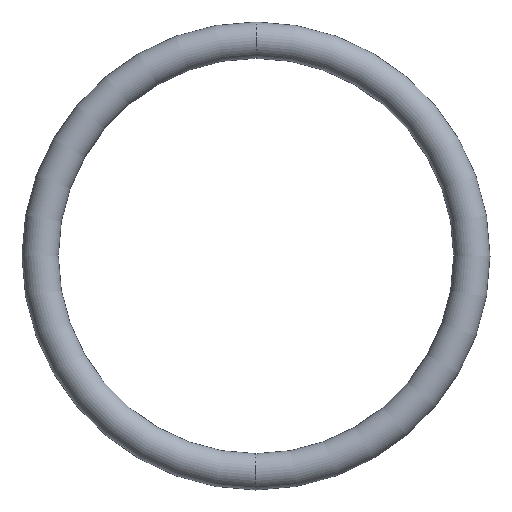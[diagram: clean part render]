
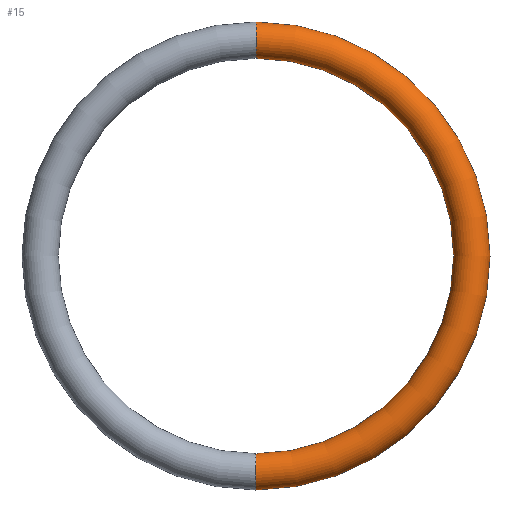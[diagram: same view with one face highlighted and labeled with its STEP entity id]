
A CAD part, left-side view. The second image highlights one B-rep face of the part: STEP entity #15.
In plain terms, the highlighted toroidal (fillet/blend) face has major radius 12.065 mm and minor radius 1.016 mm.
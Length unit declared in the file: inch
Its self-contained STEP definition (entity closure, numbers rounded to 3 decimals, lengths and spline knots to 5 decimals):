
#6 = EDGE_LOOP ( 'NONE', ( #9, #32, #22, #23 ) ) ;
#7 = VERTEX_POINT ( 'NONE', #161 ) ;
#8 = VERTEX_POINT ( 'NONE', #92 ) ;
#9 = ORIENTED_EDGE ( 'NONE', *, *, #10, .F. ) ;
#10 = EDGE_CURVE ( 'NONE', #7, #8, #156, .T. ) ;
#15 = ADVANCED_FACE ( 'NONE', ( #153 ), #174, .T. ) ;
#17 = EDGE_CURVE ( 'NONE', #8, #19, #134, .T. ) ;
#18 = EDGE_CURVE ( 'NONE', #21, #19, #160, .T. ) ;
#19 = VERTEX_POINT ( 'NONE', #147 ) ;
#21 = VERTEX_POINT ( 'NONE', #95 ) ;
#22 = ORIENTED_EDGE ( 'NONE', *, *, #18, .T. ) ;
#23 = ORIENTED_EDGE ( 'NONE', *, *, #17, .F. ) ;
#27 = EDGE_CURVE ( 'NONE', #7, #21, #144, .T. ) ;
#32 = ORIENTED_EDGE ( 'NONE', *, *, #27, .T. ) ;
#83 = DIRECTION ( 'NONE',  ( 0., 0., 1. ) ) ;
#91 = CARTESIAN_POINT ( 'NONE',  ( 0.1, 0., -0.475 ) ) ;
#92 = CARTESIAN_POINT ( 'NONE',  ( 0.1, 0., -0.435 ) ) ;
#94 = DIRECTION ( 'NONE',  ( 0., 1., 0. ) ) ;
#95 = CARTESIAN_POINT ( 'NONE',  ( 0.1, 0., 0.515 ) ) ;
#97 = AXIS2_PLACEMENT_3D ( 'NONE', #91, #94, #83 ) ;
#106 = CARTESIAN_POINT ( 'NONE',  ( 0.1, 0., 0. ) ) ;
#107 = AXIS2_PLACEMENT_3D ( 'NONE', #106, #155, #154 ) ;
#122 = DIRECTION ( 'NONE',  ( 0., 0., 1. ) ) ;
#123 = DIRECTION ( 'NONE',  ( -1., 0., 0. ) ) ;
#132 = CARTESIAN_POINT ( 'NONE',  ( 0.1, 0., 0. ) ) ;
#133 = AXIS2_PLACEMENT_3D ( 'NONE', #132, #123, #122 ) ;
#134 = CIRCLE ( 'NONE', #133, 0.435 ) ;
#140 = DIRECTION ( 'NONE',  ( 0., 0., 1. ) ) ;
#141 = DIRECTION ( 'NONE',  ( -1., 0., 0. ) ) ;
#142 = CARTESIAN_POINT ( 'NONE',  ( 0.1, 0., 0. ) ) ;
#143 = AXIS2_PLACEMENT_3D ( 'NONE', #142, #141, #140 ) ;
#144 = CIRCLE ( 'NONE', #143, 0.515 ) ;
#147 = CARTESIAN_POINT ( 'NONE',  ( 0.1, 0., 0.435 ) ) ;
#148 = DIRECTION ( 'NONE',  ( 0., 0., -1. ) ) ;
#153 = FACE_OUTER_BOUND ( 'NONE', #6, .T. ) ;
#154 = DIRECTION ( 'NONE',  ( 0., 0., 1. ) ) ;
#155 = DIRECTION ( 'NONE',  ( -1., 0., 0. ) ) ;
#156 = CIRCLE ( 'NONE', #97, 0.04 ) ;
#157 = DIRECTION ( 'NONE',  ( 0., -1., 0. ) ) ;
#158 = CARTESIAN_POINT ( 'NONE',  ( 0.1, 0., 0.475 ) ) ;
#159 = AXIS2_PLACEMENT_3D ( 'NONE', #158, #157, #148 ) ;
#160 = CIRCLE ( 'NONE', #159, 0.04 ) ;
#161 = CARTESIAN_POINT ( 'NONE',  ( 0.1, 0., -0.515 ) ) ;
#174 = TOROIDAL_SURFACE ( 'NONE', #107, 0.475, 0.04 ) ;
